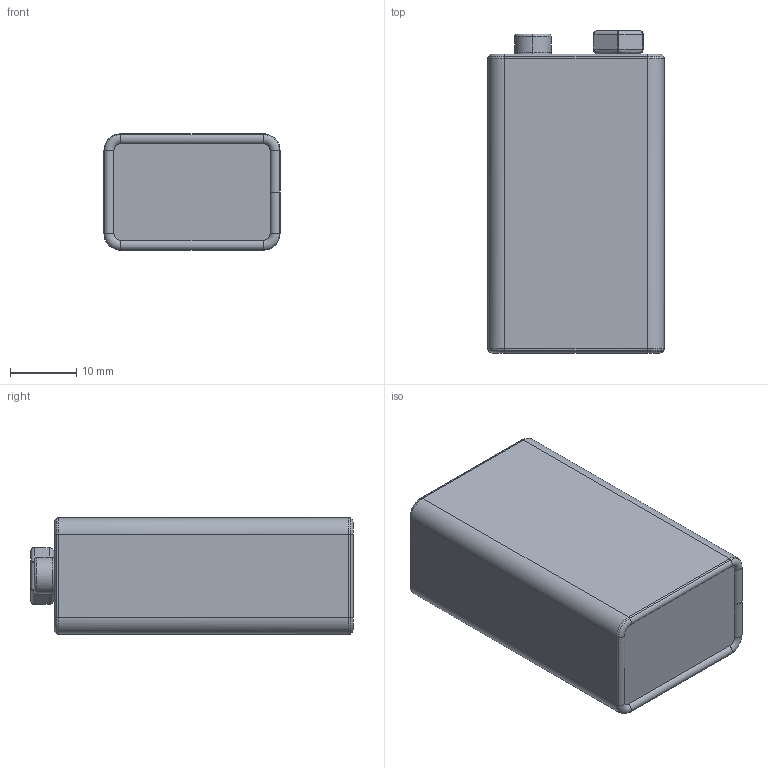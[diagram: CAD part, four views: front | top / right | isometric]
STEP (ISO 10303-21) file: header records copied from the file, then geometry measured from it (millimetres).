
FILE_DESCRIPTION (( 'STEP AP214' ), '1' );
FILE_NAME ('Studio-R4 CAD Props_Battery-9v.STEP', '2022-12-18T05:55:25', ( '' ), ( '' ), 'SwSTEP 2.0', 'SolidWorks 2020', '' );
FILE_SCHEMA (( 'AUTOMOTIVE_DESIGN' ));
Length unit declared in the file: millimetre
Products named in the file (1): Studio-R4 CAD Props_Battery-9v
Bounding box: 26.5 x 48.5 x 17.5 mm (x, y, z)
Volume: 20335.1 mm3; surface area: 5156.1 mm2
Topology: 3 solids, 3 shells, 138 faces, 353 edges, 222 vertices
Faces by surface type: plane 58, cylinder 38, bspline 32, torus 10
Entity records: 6650 total; most frequent: CARTESIAN_POINT 3679, ORIENTED_EDGE 706, DIRECTION 433, EDGE_CURVE 353, VERTEX_POINT 222, B_SPLINE_CURVE_WITH_KNOTS 148, AXIS2_PLACEMENT_3D 145, VECTOR 143
